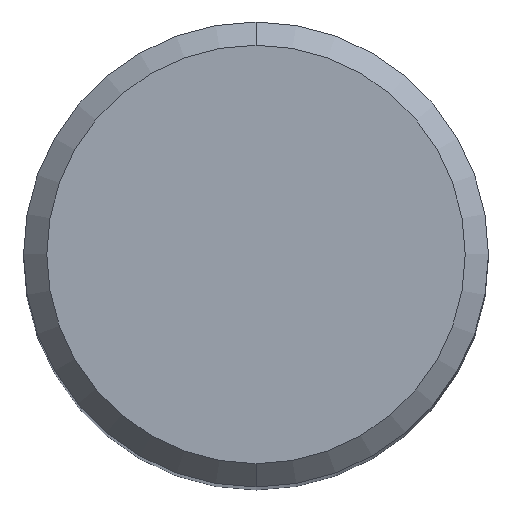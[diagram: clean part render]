
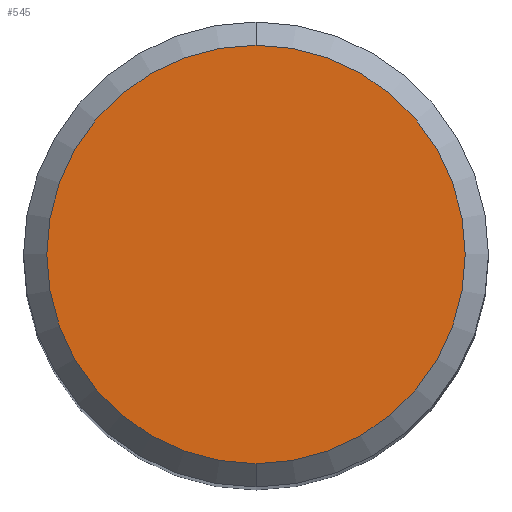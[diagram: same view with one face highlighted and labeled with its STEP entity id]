
A CAD part, top view. The second image highlights one B-rep face of the part: STEP entity #545.
In plain terms, the highlighted planar face has unit normal (0, 0, 1).
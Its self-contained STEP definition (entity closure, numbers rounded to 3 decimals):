
#377=VERTEX_POINT('',#979);
#495=VERTEX_POINT('',#1111);
#545=ADVANCED_FACE('',(#1164),#1165,.T.);
#747=EDGE_CURVE('',#377,#495,#1384,.T.);
#843=EDGE_CURVE('',#495,#377,#1488,.T.);
#979=CARTESIAN_POINT('',(0.,-5.4,0.0));
#1111=CARTESIAN_POINT('',(0.0,5.4,0.0));
#1164=FACE_OUTER_BOUND('',#3485,.T.);
#1165=PLANE('',#3486);
#1384=CIRCLE('',#5001,5.4);
#1488=CIRCLE('',#5314,5.4);
#3485=EDGE_LOOP('',(#6374,#6375));
#3486=AXIS2_PLACEMENT_3D('',#6376,#6377,#6378);
#5001=AXIS2_PLACEMENT_3D('',#6597,#6598,#6599);
#5314=AXIS2_PLACEMENT_3D('',#6708,#6709,#6710);
#6374=ORIENTED_EDGE('',*,*,#843,.F.);
#6375=ORIENTED_EDGE('',*,*,#747,.F.);
#6376=CARTESIAN_POINT('',(0.0,2.7,0.0));
#6377=DIRECTION('',(-0.0,0.0,1.0));
#6378=DIRECTION('',(0.0,-1.0,0.0));
#6597=CARTESIAN_POINT('',(0.0,0.0,0.0));
#6598=DIRECTION('',(0.0,0.0,-1.0));
#6599=DIRECTION('',(0.0,1.0,0.0));
#6708=CARTESIAN_POINT('',(0.0,0.0,0.0));
#6709=DIRECTION('',(0.0,0.0,-1.0));
#6710=DIRECTION('',(0.0,1.0,0.0));
